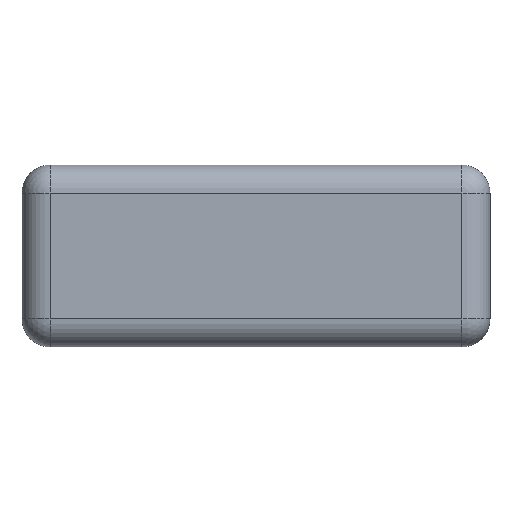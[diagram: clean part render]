
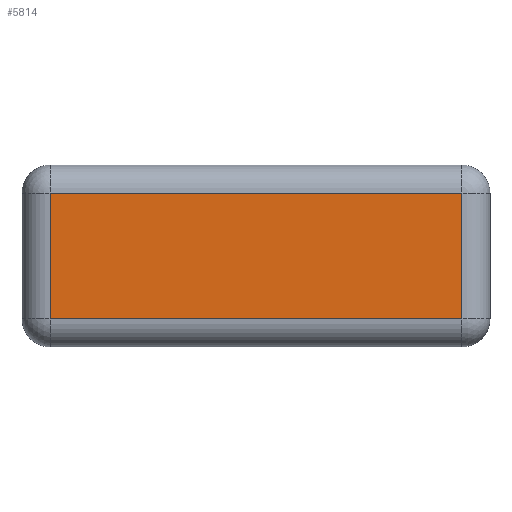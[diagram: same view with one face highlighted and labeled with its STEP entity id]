
A CAD part, front view. The second image highlights one B-rep face of the part: STEP entity #5814.
In plain terms, the highlighted planar face has unit normal (0, -1, 0).
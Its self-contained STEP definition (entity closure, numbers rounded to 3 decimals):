
#1231 = VECTOR ( 'NONE', #39407, 1000. ) ;
#1295 = CARTESIAN_POINT ( 'NONE',  ( 668.412, -97.554, -179.789 ) ) ;
#2187 = VECTOR ( 'NONE', #47391, 1000. ) ;
#4356 = VERTEX_POINT ( 'NONE', #83173 ) ;
#5242 = ORIENTED_EDGE ( 'NONE', *, *, #60252, .T. ) ;
#5814 = ADVANCED_FACE ( 'NONE', ( #23533 ), #85721, .F. ) ;
#6457 = LINE ( 'NONE', #46950, #1231 ) ;
#12923 = LINE ( 'NONE', #40075, #72443 ) ;
#13881 = VERTEX_POINT ( 'NONE', #69128 ) ;
#15334 = ORIENTED_EDGE ( 'NONE', *, *, #37652, .T. ) ;
#23533 = FACE_OUTER_BOUND ( 'NONE', #34396, .T. ) ;
#24856 = DIRECTION ( 'NONE',  ( 0., 1., 0. ) ) ;
#27973 = LINE ( 'NONE', #1295, #44359 ) ;
#30225 = CARTESIAN_POINT ( 'NONE',  ( 0., -97.554, 0. ) ) ;
#34307 = EDGE_CURVE ( 'NONE', #13881, #50430, #12923, .T. ) ;
#34396 = EDGE_LOOP ( 'NONE', ( #78240, #5242, #56358, #15334 ) ) ;
#37411 = AXIS2_PLACEMENT_3D ( 'NONE', #30225, #24856, #85287 ) ;
#37652 = EDGE_CURVE ( 'NONE', #50430, #44948, #27973, .T. ) ;
#37983 = CARTESIAN_POINT ( 'NONE',  ( -588.412, -97.554, -179.789 ) ) ;
#38980 = CARTESIAN_POINT ( 'NONE',  ( -668.412, -97.554, 179.789 ) ) ;
#39407 = DIRECTION ( 'NONE',  ( 0., 0., 1. ) ) ;
#40075 = CARTESIAN_POINT ( 'NONE',  ( -588.412, -97.554, -259.789 ) ) ;
#40301 = LINE ( 'NONE', #38980, #2187 ) ;
#40496 = DIRECTION ( 'NONE',  ( 0., 0., -1. ) ) ;
#44359 = VECTOR ( 'NONE', #55117, 1000. ) ;
#44948 = VERTEX_POINT ( 'NONE', #51106 ) ;
#46950 = CARTESIAN_POINT ( 'NONE',  ( 588.412, -97.554, 259.789 ) ) ;
#47391 = DIRECTION ( 'NONE',  ( -1., 0., 0. ) ) ;
#50430 = VERTEX_POINT ( 'NONE', #37983 ) ;
#51106 = CARTESIAN_POINT ( 'NONE',  ( 588.412, -97.554, -179.789 ) ) ;
#51694 = EDGE_CURVE ( 'NONE', #44948, #4356, #6457, .T. ) ;
#55117 = DIRECTION ( 'NONE',  ( 1., 0., 0. ) ) ;
#56358 = ORIENTED_EDGE ( 'NONE', *, *, #34307, .T. ) ;
#60252 = EDGE_CURVE ( 'NONE', #4356, #13881, #40301, .T. ) ;
#69128 = CARTESIAN_POINT ( 'NONE',  ( -588.412, -97.554, 179.789 ) ) ;
#72443 = VECTOR ( 'NONE', #40496, 1000. ) ;
#78240 = ORIENTED_EDGE ( 'NONE', *, *, #51694, .T. ) ;
#83173 = CARTESIAN_POINT ( 'NONE',  ( 588.412, -97.554, 179.789 ) ) ;
#85287 = DIRECTION ( 'NONE',  ( 0., 0., 1. ) ) ;
#85721 = PLANE ( 'NONE',  #37411 ) ;
